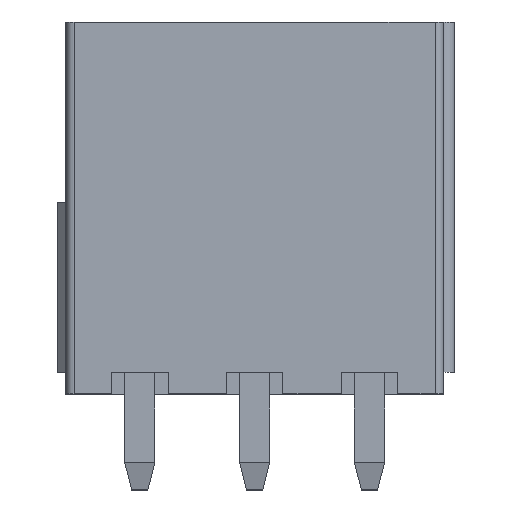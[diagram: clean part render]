
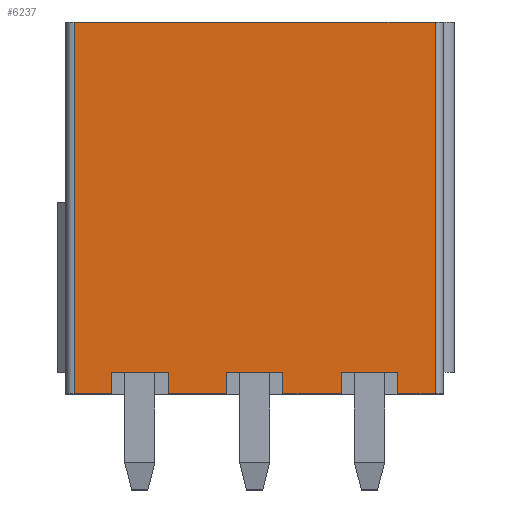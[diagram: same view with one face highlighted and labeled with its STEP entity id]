
A CAD part, top view. The second image highlights one B-rep face of the part: STEP entity #6237.
In plain terms, the highlighted planar face has unit normal (0, 0, 1).
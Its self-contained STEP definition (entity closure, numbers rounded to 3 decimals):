
#395=DIRECTION('',(1.,0.,0.));
#396=VECTOR('',#395,1.365);
#397=CARTESIAN_POINT('',(-2.415,-1.5,7.085));
#398=LINE('',#397,#396);
#399=DIRECTION('',(0.,-1.,0.));
#400=VECTOR('',#399,13.6);
#401=CARTESIAN_POINT('',(-2.415,12.1,7.085));
#402=LINE('',#401,#400);
#407=DIRECTION('',(-1.,0.,0.));
#408=VECTOR('',#407,2.07);
#409=CARTESIAN_POINT('',(9.42,-0.7,7.085));
#410=LINE('',#409,#408);
#411=DIRECTION('',(0.,1.,0.));
#412=VECTOR('',#411,0.8);
#413=CARTESIAN_POINT('',(5.22,-1.5,7.085));
#414=LINE('',#413,#412);
#415=DIRECTION('',(-1.,0.,0.));
#416=VECTOR('',#415,2.07);
#417=CARTESIAN_POINT('',(5.22,-0.7,7.085));
#418=LINE('',#417,#416);
#419=DIRECTION('',(-1.,0.,0.));
#420=VECTOR('',#419,2.07);
#421=CARTESIAN_POINT('',(1.02,-0.7,7.085));
#422=LINE('',#421,#420);
#423=DIRECTION('',(1.,0.,0.));
#424=VECTOR('',#423,13.2);
#425=CARTESIAN_POINT('',(-2.415,12.1,7.085));
#426=LINE('',#425,#424);
#427=DIRECTION('',(0.,1.,0.));
#428=VECTOR('',#427,0.8);
#429=CARTESIAN_POINT('',(7.35,-1.5,7.085));
#430=LINE('',#429,#428);
#573=DIRECTION('',(1.,0.,0.));
#574=VECTOR('',#573,2.13);
#575=CARTESIAN_POINT('',(5.22,-1.5,7.085));
#576=LINE('',#575,#574);
#581=DIRECTION('',(0.,1.,0.));
#582=VECTOR('',#581,0.8);
#583=CARTESIAN_POINT('',(3.15,-1.5,7.085));
#584=LINE('',#583,#582);
#715=DIRECTION('',(0.,-1.,0.));
#716=VECTOR('',#715,0.8);
#717=CARTESIAN_POINT('',(1.02,-0.7,7.085));
#718=LINE('',#717,#716);
#735=DIRECTION('',(1.,0.,0.));
#736=VECTOR('',#735,2.13);
#737=CARTESIAN_POINT('',(1.02,-1.5,7.085));
#738=LINE('',#737,#736);
#739=DIRECTION('',(0.,1.,0.));
#740=VECTOR('',#739,0.8);
#741=CARTESIAN_POINT('',(-1.05,-1.5,7.085));
#742=LINE('',#741,#740);
#759=DIRECTION('',(0.,1.,0.));
#760=VECTOR('',#759,13.6);
#761=CARTESIAN_POINT('',(10.785,-1.5,7.085));
#762=LINE('',#761,#760);
#791=DIRECTION('',(1.,0.,0.));
#792=VECTOR('',#791,1.365);
#793=CARTESIAN_POINT('',(9.42,-1.5,7.085));
#794=LINE('',#793,#792);
#800=DIRECTION('',(0.,-1.,0.));
#801=VECTOR('',#800,0.8);
#802=CARTESIAN_POINT('',(9.42,-0.7,7.085));
#803=LINE('',#802,#801);
#4265=CARTESIAN_POINT('',(10.785,12.1,7.085));
#4266=VERTEX_POINT('',#4265);
#4267=CARTESIAN_POINT('',(-2.415,12.1,7.085));
#4269=VERTEX_POINT('',#4267);
#4505=CARTESIAN_POINT('',(-1.05,-0.7,7.085));
#4507=VERTEX_POINT('',#4505);
#4510=CARTESIAN_POINT('',(1.02,-0.7,7.085));
#4512=VERTEX_POINT('',#4510);
#4533=CARTESIAN_POINT('',(3.15,-0.7,7.085));
#4535=VERTEX_POINT('',#4533);
#4538=CARTESIAN_POINT('',(5.22,-0.7,7.085));
#4540=VERTEX_POINT('',#4538);
#4561=CARTESIAN_POINT('',(7.35,-0.7,7.085));
#4563=VERTEX_POINT('',#4561);
#4566=CARTESIAN_POINT('',(9.42,-0.7,7.085));
#4568=VERTEX_POINT('',#4566);
#5057=CARTESIAN_POINT('',(7.35,-1.5,7.085));
#5058=VERTEX_POINT('',#5057);
#5059=CARTESIAN_POINT('',(5.22,-1.5,7.085));
#5060=VERTEX_POINT('',#5059);
#5061=CARTESIAN_POINT('',(3.15,-1.5,7.085));
#5062=VERTEX_POINT('',#5061);
#5063=CARTESIAN_POINT('',(1.02,-1.5,7.085));
#5064=VERTEX_POINT('',#5063);
#5065=CARTESIAN_POINT('',(-1.05,-1.5,7.085));
#5066=VERTEX_POINT('',#5065);
#5067=CARTESIAN_POINT('',(-2.415,-1.5,7.085));
#5068=VERTEX_POINT('',#5067);
#5069=CARTESIAN_POINT('',(10.785,-1.5,7.085));
#5070=VERTEX_POINT('',#5069);
#5071=CARTESIAN_POINT('',(9.42,-1.5,7.085));
#5072=VERTEX_POINT('',#5071);
#6204=CARTESIAN_POINT('',(4.185,5.3,7.085));
#6205=DIRECTION('',(0.,0.,1.));
#6206=DIRECTION('',(1.,0.,0.));
#6207=AXIS2_PLACEMENT_3D('',#6204,#6205,#6206);
#6208=PLANE('',#6207);
#6209=ORIENTED_EDGE('',*,*,#5764,.T.);
#6211=ORIENTED_EDGE('',*,*,#6210,.F.);
#6213=ORIENTED_EDGE('',*,*,#6212,.F.);
#6215=ORIENTED_EDGE('',*,*,#6214,.T.);
#6216=ORIENTED_EDGE('',*,*,#5736,.T.);
#6218=ORIENTED_EDGE('',*,*,#6217,.F.);
#6220=ORIENTED_EDGE('',*,*,#6219,.F.);
#6222=ORIENTED_EDGE('',*,*,#6221,.F.);
#6223=ORIENTED_EDGE('',*,*,#5708,.T.);
#6225=ORIENTED_EDGE('',*,*,#6224,.F.);
#6226=ORIENTED_EDGE('',*,*,#6184,.F.);
#6227=ORIENTED_EDGE('',*,*,#6196,.F.);
#6228=ORIENTED_EDGE('',*,*,#5545,.T.);
#6230=ORIENTED_EDGE('',*,*,#6229,.F.);
#6232=ORIENTED_EDGE('',*,*,#6231,.F.);
#6234=ORIENTED_EDGE('',*,*,#6233,.F.);
#6235=EDGE_LOOP('',(#6209,#6211,#6213,#6215,#6216,#6218,#6220,#6222,#6223,#6225,
#6226,#6227,#6228,#6230,#6232,#6234));
#6236=FACE_OUTER_BOUND('',#6235,.F.);
#6237=ADVANCED_FACE('',(#6236),#6208,.T.);
#5545=EDGE_CURVE('',#4269,#4266,#426,.T.);
#5708=EDGE_CURVE('',#4512,#4507,#422,.T.);
#5736=EDGE_CURVE('',#4540,#4535,#418,.T.);
#5764=EDGE_CURVE('',#4568,#4563,#410,.T.);
#6184=EDGE_CURVE('',#5068,#5066,#398,.T.);
#6196=EDGE_CURVE('',#4269,#5068,#402,.T.);
#6210=EDGE_CURVE('',#5058,#4563,#430,.T.);
#6212=EDGE_CURVE('',#5060,#5058,#576,.T.);
#6214=EDGE_CURVE('',#5060,#4540,#414,.T.);
#6217=EDGE_CURVE('',#5062,#4535,#584,.T.);
#6219=EDGE_CURVE('',#5064,#5062,#738,.T.);
#6221=EDGE_CURVE('',#4512,#5064,#718,.T.);
#6224=EDGE_CURVE('',#5066,#4507,#742,.T.);
#6229=EDGE_CURVE('',#5070,#4266,#762,.T.);
#6231=EDGE_CURVE('',#5072,#5070,#794,.T.);
#6233=EDGE_CURVE('',#4568,#5072,#803,.T.);
